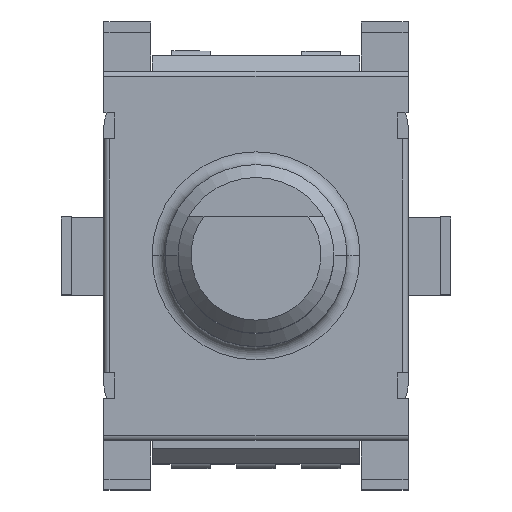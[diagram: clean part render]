
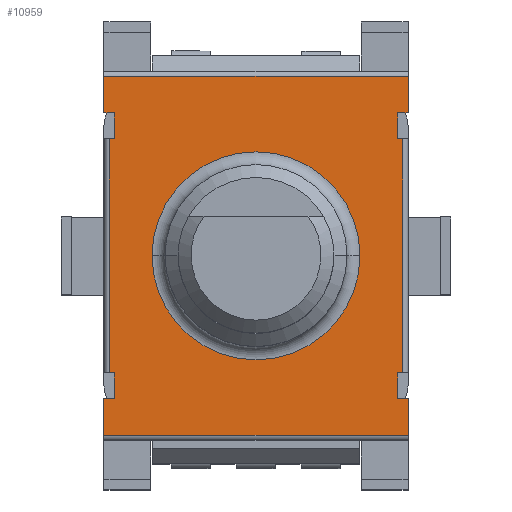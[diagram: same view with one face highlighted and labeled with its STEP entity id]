
A CAD part, top view. The second image highlights one B-rep face of the part: STEP entity #10959.
In plain terms, the highlighted planar face has unit normal (0, 0, 1).
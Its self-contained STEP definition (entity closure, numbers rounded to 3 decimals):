
#564=DIRECTION('',(0.,-1.,0.));
#565=VECTOR('',#564,1.);
#566=CARTESIAN_POINT('',(7.233,-8.322,4.9));
#567=LINE('',#566,#565);
#576=DIRECTION('',(0.,1.,0.));
#577=VECTOR('',#576,1.4);
#578=CARTESIAN_POINT('',(7.633,-10.722,4.9));
#579=LINE('',#578,#577);
#580=DIRECTION('',(0.,-1.,0.));
#581=VECTOR('',#580,1.4);
#582=CARTESIAN_POINT('',(-4.067,-9.322,4.9));
#583=LINE('',#582,#581);
#584=DIRECTION('',(0.,-1.,0.));
#585=VECTOR('',#584,1.4);
#586=CARTESIAN_POINT('',(-4.067,3.078,4.9));
#587=LINE('',#586,#585);
#588=DIRECTION('',(0.,1.,0.));
#589=VECTOR('',#588,1.4);
#590=CARTESIAN_POINT('',(7.633,1.678,4.9));
#591=LINE('',#590,#589);
#592=CARTESIAN_POINT('',(1.783,-3.822,4.9));
#593=DIRECTION('',(0.,0.,-1.));
#594=DIRECTION('',(-1.,0.,0.));
#595=AXIS2_PLACEMENT_3D('',#592,#593,#594);
#597=CARTESIAN_POINT('',(1.783,-3.822,4.9));
#598=DIRECTION('',(0.,0.,-1.));
#599=DIRECTION('',(1.,0.,0.));
#600=AXIS2_PLACEMENT_3D('',#597,#598,#599);
#606=DIRECTION('',(0.,-1.,0.));
#607=VECTOR('',#606,9.);
#608=CARTESIAN_POINT('',(7.433,0.678,4.9));
#609=LINE('',#608,#607);
#614=DIRECTION('',(-1.,0.,0.));
#615=VECTOR('',#614,0.2);
#616=CARTESIAN_POINT('',(7.433,-8.322,4.9));
#617=LINE('',#616,#615);
#636=DIRECTION('',(1.,0.,0.));
#637=VECTOR('',#636,0.2);
#638=CARTESIAN_POINT('',(7.233,0.678,4.9));
#639=LINE('',#638,#637);
#653=DIRECTION('',(0.,-1.,0.));
#654=VECTOR('',#653,1.);
#655=CARTESIAN_POINT('',(7.233,1.678,4.9));
#656=LINE('',#655,#654);
#665=DIRECTION('',(-1.,0.,0.));
#666=VECTOR('',#665,0.4);
#667=CARTESIAN_POINT('',(7.633,1.678,4.9));
#668=LINE('',#667,#666);
#708=DIRECTION('',(1.,0.,0.));
#709=VECTOR('',#708,11.7);
#710=CARTESIAN_POINT('',(-4.067,3.078,4.9));
#711=LINE('',#710,#709);
#735=DIRECTION('',(-1.,0.,0.));
#736=VECTOR('',#735,0.4);
#737=CARTESIAN_POINT('',(-3.667,1.678,4.9));
#738=LINE('',#737,#736);
#751=DIRECTION('',(0.,1.,0.));
#752=VECTOR('',#751,1.);
#753=CARTESIAN_POINT('',(-3.667,0.678,4.9));
#754=LINE('',#753,#752);
#767=DIRECTION('',(1.,0.,0.));
#768=VECTOR('',#767,0.2);
#769=CARTESIAN_POINT('',(-3.867,0.678,4.9));
#770=LINE('',#769,#768);
#1087=DIRECTION('',(0.,1.,0.));
#1088=VECTOR('',#1087,9.);
#1089=CARTESIAN_POINT('',(-3.867,-8.322,4.9));
#1090=LINE('',#1089,#1088);
#1100=DIRECTION('',(-1.,0.,0.));
#1101=VECTOR('',#1100,0.2);
#1102=CARTESIAN_POINT('',(-3.667,-8.322,4.9));
#1103=LINE('',#1102,#1101);
#1117=DIRECTION('',(1.,0.,0.));
#1118=VECTOR('',#1117,0.4);
#1119=CARTESIAN_POINT('',(-4.067,-9.322,4.9));
#1120=LINE('',#1119,#1118);
#1160=DIRECTION('',(-1.,0.,0.));
#1161=VECTOR('',#1160,11.7);
#1162=CARTESIAN_POINT('',(7.633,-10.722,4.9));
#1163=LINE('',#1162,#1161);
#1187=DIRECTION('',(1.,0.,0.));
#1188=VECTOR('',#1187,0.4);
#1189=CARTESIAN_POINT('',(7.233,-9.322,4.9));
#1190=LINE('',#1189,#1188);
#4298=DIRECTION('',(0.,1.,0.));
#4299=VECTOR('',#4298,1.);
#4300=CARTESIAN_POINT('',(-3.667,-9.322,4.9));
#4301=LINE('',#4300,#4299);
#8349=CARTESIAN_POINT('',(7.433,-8.322,4.9));
#8350=VERTEX_POINT('',#8349);
#8351=CARTESIAN_POINT('',(7.233,-8.322,4.9));
#8352=VERTEX_POINT('',#8351);
#8369=CARTESIAN_POINT('',(7.233,0.678,4.9));
#8370=VERTEX_POINT('',#8369);
#8371=CARTESIAN_POINT('',(7.433,0.678,4.9));
#8372=VERTEX_POINT('',#8371);
#8445=CARTESIAN_POINT('',(-3.867,0.678,4.9));
#8446=VERTEX_POINT('',#8445);
#8447=CARTESIAN_POINT('',(-3.667,0.678,4.9));
#8448=VERTEX_POINT('',#8447);
#8461=CARTESIAN_POINT('',(-3.667,-8.322,4.9));
#8462=VERTEX_POINT('',#8461);
#8463=CARTESIAN_POINT('',(-3.867,-8.322,4.9));
#8464=VERTEX_POINT('',#8463);
#8522=CARTESIAN_POINT('',(-4.067,-10.722,4.9));
#8524=VERTEX_POINT('',#8522);
#8527=CARTESIAN_POINT('',(7.633,-10.722,4.9));
#8528=VERTEX_POINT('',#8527);
#8529=CARTESIAN_POINT('',(-4.067,-9.322,4.9));
#8530=VERTEX_POINT('',#8529);
#8548=CARTESIAN_POINT('',(7.633,3.078,4.9));
#8550=VERTEX_POINT('',#8548);
#8553=CARTESIAN_POINT('',(-4.067,3.078,4.9));
#8554=VERTEX_POINT('',#8553);
#8567=CARTESIAN_POINT('',(7.633,1.678,4.9));
#8568=VERTEX_POINT('',#8567);
#8603=CARTESIAN_POINT('',(7.633,-9.322,4.9));
#8604=VERTEX_POINT('',#8603);
#8637=CARTESIAN_POINT('',(-4.067,1.678,4.9));
#8638=VERTEX_POINT('',#8637);
#8741=CARTESIAN_POINT('',(7.233,1.678,4.9));
#8742=VERTEX_POINT('',#8741);
#8745=CARTESIAN_POINT('',(-3.667,1.678,4.9));
#8746=VERTEX_POINT('',#8745);
#8749=CARTESIAN_POINT('',(-3.667,-9.322,4.9));
#8750=VERTEX_POINT('',#8749);
#8753=CARTESIAN_POINT('',(7.233,-9.322,4.9));
#8754=VERTEX_POINT('',#8753);
#10120=CARTESIAN_POINT('',(-2.217,-3.822,4.9));
#10122=VERTEX_POINT('',#10120);
#10124=CARTESIAN_POINT('',(5.783,-3.822,4.9));
#10126=VERTEX_POINT('',#10124);
#10907=CARTESIAN_POINT('',(1.783,-3.822,4.9));
#10908=DIRECTION('',(0.,0.,1.));
#10909=DIRECTION('',(-1.,0.,0.));
#10910=AXIS2_PLACEMENT_3D('',#10907,#10908,#10909);
#10911=PLANE('',#10910);
#10913=ORIENTED_EDGE('',*,*,#10912,.T.);
#10915=ORIENTED_EDGE('',*,*,#10914,.T.);
#10916=ORIENTED_EDGE('',*,*,#10897,.T.);
#10918=ORIENTED_EDGE('',*,*,#10917,.T.);
#10920=ORIENTED_EDGE('',*,*,#10919,.F.);
#10922=ORIENTED_EDGE('',*,*,#10921,.T.);
#10924=ORIENTED_EDGE('',*,*,#10923,.F.);
#10926=ORIENTED_EDGE('',*,*,#10925,.T.);
#10928=ORIENTED_EDGE('',*,*,#10927,.T.);
#10930=ORIENTED_EDGE('',*,*,#10929,.T.);
#10932=ORIENTED_EDGE('',*,*,#10931,.T.);
#10934=ORIENTED_EDGE('',*,*,#10933,.T.);
#10936=ORIENTED_EDGE('',*,*,#10935,.T.);
#10938=ORIENTED_EDGE('',*,*,#10937,.T.);
#10940=ORIENTED_EDGE('',*,*,#10939,.F.);
#10942=ORIENTED_EDGE('',*,*,#10941,.T.);
#10944=ORIENTED_EDGE('',*,*,#10943,.F.);
#10946=ORIENTED_EDGE('',*,*,#10945,.T.);
#10948=ORIENTED_EDGE('',*,*,#10947,.T.);
#10950=ORIENTED_EDGE('',*,*,#10949,.T.);
#10951=EDGE_LOOP('',(#10913,#10915,#10916,#10918,#10920,#10922,#10924,#10926,
#10928,#10930,#10932,#10934,#10936,#10938,#10940,#10942,#10944,#10946,#10948,
#10950));
#10952=FACE_OUTER_BOUND('',#10951,.F.);
#10954=ORIENTED_EDGE('',*,*,#10953,.F.);
#10956=ORIENTED_EDGE('',*,*,#10955,.F.);
#10957=EDGE_LOOP('',(#10954,#10956));
#10958=FACE_BOUND('',#10957,.F.);
#10959=ADVANCED_FACE('',(#10952,#10958),#10911,.T.);
#596=CIRCLE('',#595,4.);
#601=CIRCLE('',#600,4.);
#10897=EDGE_CURVE('',#8352,#8754,#567,.T.);
#10912=EDGE_CURVE('',#8372,#8350,#609,.T.);
#10914=EDGE_CURVE('',#8350,#8352,#617,.T.);
#10917=EDGE_CURVE('',#8754,#8604,#1190,.T.);
#10919=EDGE_CURVE('',#8528,#8604,#579,.T.);
#10921=EDGE_CURVE('',#8528,#8524,#1163,.T.);
#10923=EDGE_CURVE('',#8530,#8524,#583,.T.);
#10925=EDGE_CURVE('',#8530,#8750,#1120,.T.);
#10927=EDGE_CURVE('',#8750,#8462,#4301,.T.);
#10929=EDGE_CURVE('',#8462,#8464,#1103,.T.);
#10931=EDGE_CURVE('',#8464,#8446,#1090,.T.);
#10933=EDGE_CURVE('',#8446,#8448,#770,.T.);
#10935=EDGE_CURVE('',#8448,#8746,#754,.T.);
#10937=EDGE_CURVE('',#8746,#8638,#738,.T.);
#10939=EDGE_CURVE('',#8554,#8638,#587,.T.);
#10941=EDGE_CURVE('',#8554,#8550,#711,.T.);
#10943=EDGE_CURVE('',#8568,#8550,#591,.T.);
#10945=EDGE_CURVE('',#8568,#8742,#668,.T.);
#10947=EDGE_CURVE('',#8742,#8370,#656,.T.);
#10949=EDGE_CURVE('',#8370,#8372,#639,.T.);
#10953=EDGE_CURVE('',#10122,#10126,#596,.T.);
#10955=EDGE_CURVE('',#10126,#10122,#601,.T.);
